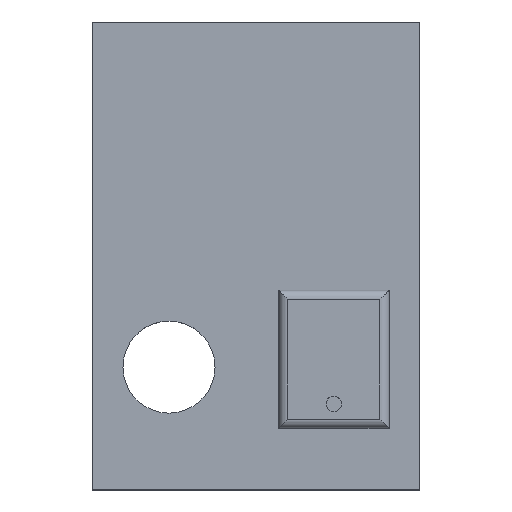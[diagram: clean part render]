
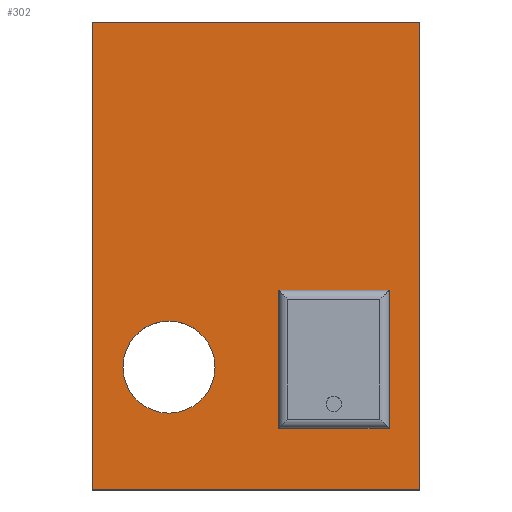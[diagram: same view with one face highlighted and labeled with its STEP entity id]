
A CAD part, top view. The second image highlights one B-rep face of the part: STEP entity #302.
In plain terms, the highlighted planar face has unit normal (0, 0, 1).
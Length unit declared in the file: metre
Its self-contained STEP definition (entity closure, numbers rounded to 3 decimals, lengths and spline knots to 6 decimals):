
#34=CIRCLE('',#352,0.0015);
#98=ORIENTED_EDGE('',*,*,#140,.F.);
#99=ORIENTED_EDGE('',*,*,#132,.F.);
#100=ORIENTED_EDGE('',*,*,#136,.T.);
#101=ORIENTED_EDGE('',*,*,#139,.T.);
#102=ORIENTED_EDGE('',*,*,#143,.F.);
#132=EDGE_CURVE('',#160,#161,#186,.T.);
#136=EDGE_CURVE('',#160,#163,#190,.T.);
#139=EDGE_CURVE('',#163,#165,#193,.T.);
#140=EDGE_CURVE('',#166,#166,#34,.T.);
#143=EDGE_CURVE('',#161,#165,#195,.T.);
#160=VERTEX_POINT('',#498);
#161=VERTEX_POINT('',#500);
#163=VERTEX_POINT('',#506);
#165=VERTEX_POINT('',#512);
#166=VERTEX_POINT('',#516);
#186=LINE('',#499,#214);
#190=LINE('',#507,#218);
#193=LINE('',#513,#221);
#195=LINE('',#521,#223);
#214=VECTOR('',#417,1.);
#218=VECTOR('',#423,1.);
#221=VECTOR('',#428,1.);
#223=VECTOR('',#438,1.);
#244=EDGE_LOOP('',(#98));
#245=EDGE_LOOP('',(#99,#100,#101,#102));
#268=FACE_BOUND('',#244,.T.);
#269=FACE_BOUND('',#245,.T.);
#283=PLANE('',#355);
#302=ADVANCED_FACE('',(#268,#269),#283,.T.);
#352=AXIS2_PLACEMENT_3D('',#515,#431,#432);
#355=AXIS2_PLACEMENT_3D('',#522,#439,#440);
#417=DIRECTION('',(1.,0.,0.));
#423=DIRECTION('',(0.,-1.,0.));
#428=DIRECTION('',(1.,0.,0.));
#431=DIRECTION('',(0.,0.,1.));
#432=DIRECTION('',(1.,0.,0.));
#438=DIRECTION('',(0.,-1.,0.));
#439=DIRECTION('',(0.,0.,1.));
#440=DIRECTION('',(1.,0.,0.));
#498=CARTESIAN_POINT('',(-0.00127,0.00127,0.00157));
#499=CARTESIAN_POINT('',(0.004065,0.00127,0.00157));
#500=CARTESIAN_POINT('',(0.0094,0.00127,0.00157));
#506=CARTESIAN_POINT('',(-0.00127,-0.01397,0.00157));
#507=CARTESIAN_POINT('',(-0.00127,-0.00635,0.00157));
#512=CARTESIAN_POINT('',(0.0094,-0.01397,0.00157));
#513=CARTESIAN_POINT('',(0.004065,-0.01397,0.00157));
#515=CARTESIAN_POINT('',(0.00123,-0.00997,0.00157));
#516=CARTESIAN_POINT('',(0.00273,-0.00997,0.00157));
#521=CARTESIAN_POINT('',(0.0094,-0.00635,0.00157));
#522=CARTESIAN_POINT('',(0.004065,-0.00635,0.00157));
